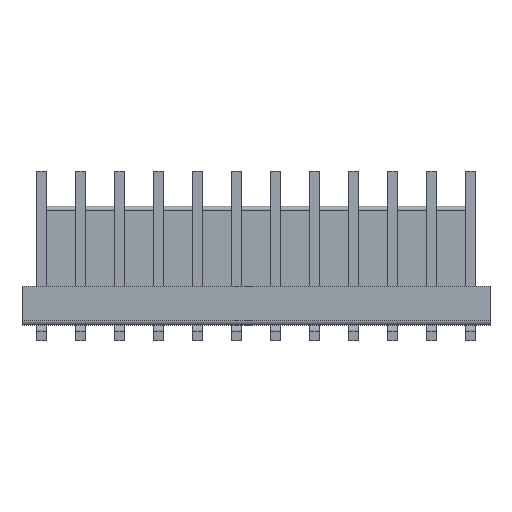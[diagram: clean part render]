
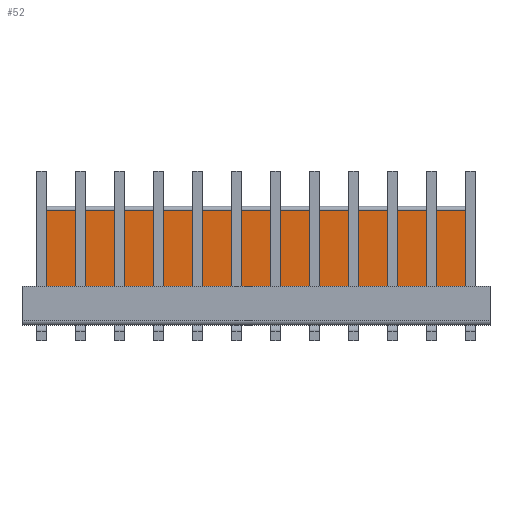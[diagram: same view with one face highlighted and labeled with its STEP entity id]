
A CAD part, front view. The second image highlights one B-rep face of the part: STEP entity #52.
In plain terms, the highlighted planar face has unit normal (0, -1, 0).
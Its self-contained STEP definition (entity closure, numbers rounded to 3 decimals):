
#52=ADVANCED_FACE('',(#246),#247,.T.);
#246=FACE_OUTER_BOUND('',#644,.T.);
#247=PLANE('',#645);
#644=EDGE_LOOP('',(#1084,#1085,#1086,#1087));
#645=AXIS2_PLACEMENT_3D('',#1088,#1089,#1090);
#1084=ORIENTED_EDGE('',*,*,#2581,.F.);
#1085=ORIENTED_EDGE('',*,*,#2582,.T.);
#1086=ORIENTED_EDGE('',*,*,#2583,.T.);
#1087=ORIENTED_EDGE('',*,*,#2573,.F.);
#1088=CARTESIAN_POINT('',(-15.24,1.842,4.953));
#1089=DIRECTION('',(0.0,-1.0,0.0));
#1090=DIRECTION('',(0.0,0.0,-1.0));
#2573=EDGE_CURVE('',#3071,#3073,#3074,.T.);
#2581=EDGE_CURVE('',#3084,#3071,#3086,.T.);
#2582=EDGE_CURVE('',#3084,#3054,#3087,.T.);
#2583=EDGE_CURVE('',#3054,#3073,#3088,.T.);
#3054=VERTEX_POINT('',#3862);
#3071=VERTEX_POINT('',#3888);
#3073=VERTEX_POINT('',#3890);
#3074=LINE('',#3891,#3892);
#3084=VERTEX_POINT('',#3907);
#3086=LINE('',#3909,#3910);
#3087=LINE('',#3911,#3912);
#3088=LINE('',#3913,#3914);
#3862=CARTESIAN_POINT('',(-13.97,1.842,0.0));
#3888=CARTESIAN_POINT('',(13.97,1.842,4.953));
#3890=CARTESIAN_POINT('',(13.97,1.842,0.0));
#3891=CARTESIAN_POINT('',(13.97,1.842,4.953));
#3892=VECTOR('',#5087,4.953);
#3907=CARTESIAN_POINT('',(-13.97,1.842,4.953));
#3909=CARTESIAN_POINT('',(-13.97,1.842,4.953));
#3910=VECTOR('',#5099,27.94);
#3911=CARTESIAN_POINT('',(-13.97,1.842,4.953));
#3912=VECTOR('',#5100,4.953);
#3913=CARTESIAN_POINT('',(-13.97,1.842,0.0));
#3914=VECTOR('',#5101,27.94);
#5087=DIRECTION('',(0.0,0.0,-1.0));
#5099=DIRECTION('',(1.0,0.0,0.0));
#5100=DIRECTION('',(0.0,0.0,-1.0));
#5101=DIRECTION('',(1.0,0.0,0.0));
